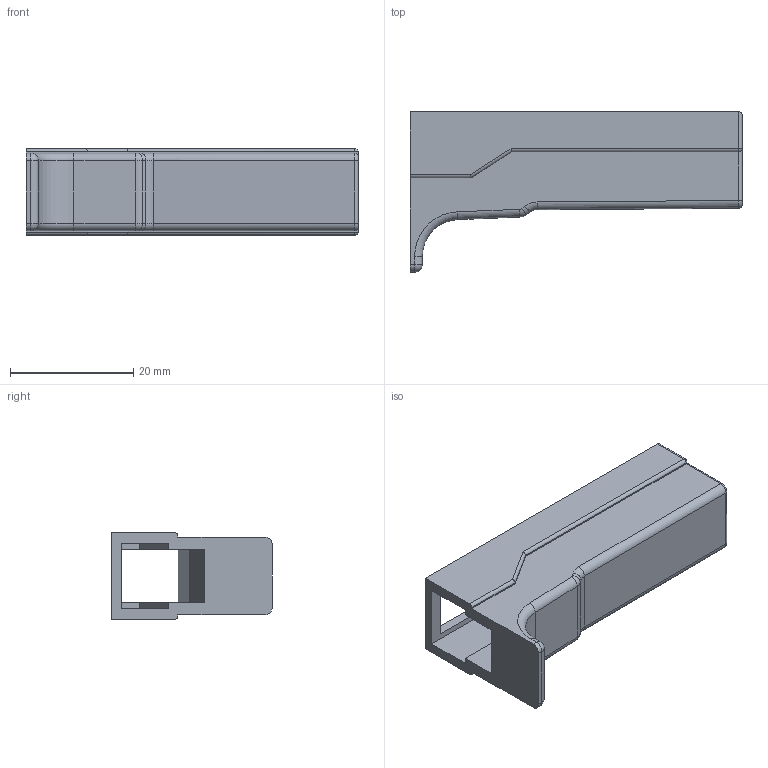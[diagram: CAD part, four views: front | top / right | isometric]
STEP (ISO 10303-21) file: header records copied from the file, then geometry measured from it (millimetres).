
FILE_DESCRIPTION(/* description */ ('STEP AP242','CAx-IF Rec.Pracs.---Representation and Presentation of Product Manufacturing Information (PMI)---4.0---2014-10-13','CAx-IF Rec.Pracs.---3D Tessellated Geometry---0.4---2014-09-14','2;1'),/* implementation_level */ '2;1');
FILE_NAME(/* name */ '674dc863ee87ea12171fa782',/* time_stamp */ '2024-12-02T14:46:59Z',/* author */ (''),/* organization */ (''),/* preprocessor_version */ 'ST-DEVELOPER v20',/* originating_system */ 'ONSHAPE BY PTC INC, 1.190',/* authorisation */ ' ');
FILE_SCHEMA (('AP242_MANAGED_MODEL_BASED_3D_ENGINEERING_MIM_LF { 1 0 10303 442 1 1 4 }'));
Length unit declared in the file: metre
Products named in the file (1): Roller Clamp Body V2
Bounding box: 53.8 x 26 x 14 mm (x, y, z)
Volume: 5501.5 mm3; surface area: 5322.7 mm2
Topology: 1 solids, 1 shells, 78 faces, 196 edges, 116 vertices
Faces by surface type: plane 38, cylinder 28, torus 6, sphere 4, bspline 2
Entity records: 2316 total; most frequent: CARTESIAN_POINT 415, DIRECTION 402, ORIENTED_EDGE 384, EDGE_CURVE 192, LINE 136, VECTOR 136, AXIS2_PLACEMENT_3D 133, VERTEX_POINT 116
